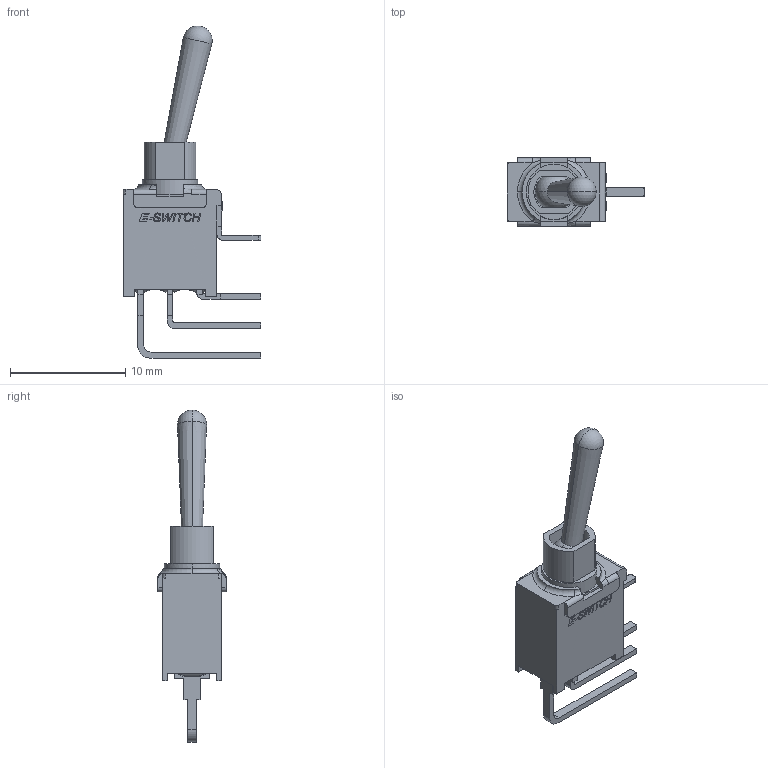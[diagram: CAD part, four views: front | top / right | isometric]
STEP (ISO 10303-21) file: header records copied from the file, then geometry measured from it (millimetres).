
FILE_DESCRIPTION (( 'STEP AP214' ), '1' );
FILE_NAME ('200AWMSPxT1A1M7xE.STEP', '2022-01-23T23:16:58', ( '' ), ( '' ), 'SwSTEP 2.0', 'SolidWorks 2021', '' );
FILE_SCHEMA (( 'AUTOMOTIVE_DESIGN' ));
Length unit declared in the file: millimetre
Products named in the file (1): 200AWMSPxT1A1M7xE
Bounding box: 11.94 x 5.9 x 28.76 mm (x, y, z)
Volume: 483.1 mm3; surface area: 619.9 mm2
Topology: 1 solids, 1 shells, 275 faces, 734 edges, 471 vertices
Faces by surface type: plane 175, bspline 52, cylinder 35, cone 6, sphere 4, torus 3
Entity records: 10622 total; most frequent: CARTESIAN_POINT 2802, ORIENTED_EDGE 1452, DIRECTION 1151, EDGE_CURVE 726, LINE 495, VECTOR 495, VERTEX_POINT 467, AXIS2_PLACEMENT_3D 328
